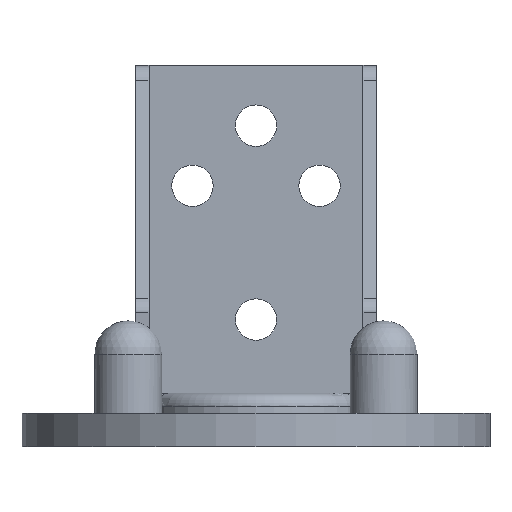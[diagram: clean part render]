
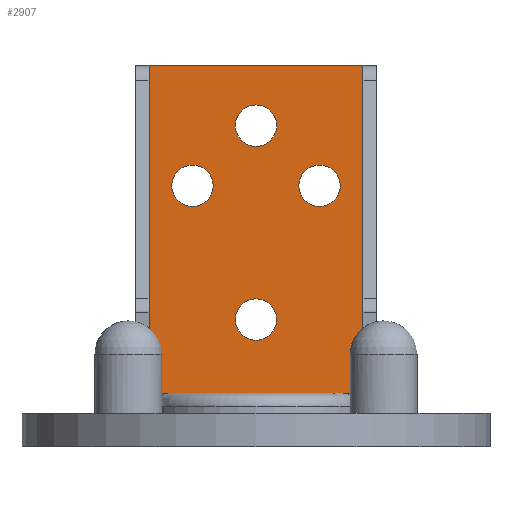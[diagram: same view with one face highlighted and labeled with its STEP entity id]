
A CAD part, front view. The second image highlights one B-rep face of the part: STEP entity #2907.
In plain terms, the highlighted planar face has unit normal (0, -1, 0).
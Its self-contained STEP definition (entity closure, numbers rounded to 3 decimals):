
#102=FACE_BOUND('',#417,.T.);
#103=FACE_BOUND('',#418,.T.);
#104=FACE_BOUND('',#419,.T.);
#105=FACE_BOUND('',#420,.T.);
#250=FACE_OUTER_BOUND('',#416,.T.);
#416=EDGE_LOOP('',(#2508,#2509,#2510,#2511));
#417=EDGE_LOOP('',(#2512));
#418=EDGE_LOOP('',(#2513));
#419=EDGE_LOOP('',(#2514));
#420=EDGE_LOOP('',(#2515));
#467=CIRCLE('',#3031,3.1);
#469=CIRCLE('',#3034,3.1);
#470=CIRCLE('',#3036,3.1);
#471=CIRCLE('',#3038,3.1);
#710=LINE('',#4514,#958);
#720=LINE('',#4543,#968);
#783=LINE('',#4808,#1031);
#803=LINE('',#4894,#1051);
#958=VECTOR('',#3648,10.);
#968=VECTOR('',#3670,10.);
#1031=VECTOR('',#3907,10.);
#1051=VECTOR('',#4017,10.);
#1173=VERTEX_POINT('',#4382);
#1175=VERTEX_POINT('',#4388);
#1176=VERTEX_POINT('',#4392);
#1177=VERTEX_POINT('',#4396);
#1215=VERTEX_POINT('',#4511);
#1216=VERTEX_POINT('',#4513);
#1229=VERTEX_POINT('',#4541);
#1298=VERTEX_POINT('',#4806);
#1498=EDGE_CURVE('',#1173,#1173,#467,.T.);
#1501=EDGE_CURVE('',#1175,#1175,#469,.T.);
#1503=EDGE_CURVE('',#1176,#1176,#470,.T.);
#1505=EDGE_CURVE('',#1177,#1177,#471,.T.);
#1553=EDGE_CURVE('',#1216,#1215,#710,.T.);
#1568=EDGE_CURVE('',#1229,#1215,#720,.T.);
#1676=EDGE_CURVE('',#1229,#1298,#783,.T.);
#1719=EDGE_CURVE('',#1298,#1216,#803,.T.);
#2508=ORIENTED_EDGE('',*,*,#1676,.T.);
#2509=ORIENTED_EDGE('',*,*,#1719,.T.);
#2510=ORIENTED_EDGE('',*,*,#1553,.T.);
#2511=ORIENTED_EDGE('',*,*,#1568,.F.);
#2512=ORIENTED_EDGE('',*,*,#1498,.T.);
#2513=ORIENTED_EDGE('',*,*,#1501,.T.);
#2514=ORIENTED_EDGE('',*,*,#1503,.T.);
#2515=ORIENTED_EDGE('',*,*,#1505,.T.);
#2615=PLANE('',#3206);
#2907=ADVANCED_FACE('',(#250,#102,#103,#104,#105),#2615,.T.);
#3031=AXIS2_PLACEMENT_3D('',#4383,#3553,#3554);
#3034=AXIS2_PLACEMENT_3D('',#4389,#3560,#3561);
#3036=AXIS2_PLACEMENT_3D('',#4393,#3565,#3566);
#3038=AXIS2_PLACEMENT_3D('',#4397,#3570,#3571);
#3206=AXIS2_PLACEMENT_3D('',#4895,#4018,#4019);
#3553=DIRECTION('center_axis',(0.,1.,0.));
#3554=DIRECTION('ref_axis',(-1.,0.,0.));
#3560=DIRECTION('center_axis',(0.,1.,0.));
#3561=DIRECTION('ref_axis',(-1.,0.,0.));
#3565=DIRECTION('center_axis',(0.,1.,0.));
#3566=DIRECTION('ref_axis',(-1.,0.,0.));
#3570=DIRECTION('center_axis',(0.,1.,0.));
#3571=DIRECTION('ref_axis',(-1.,0.,0.));
#3648=DIRECTION('',(0.,0.,-1.));
#3670=DIRECTION('',(-1.,0.,0.));
#3907=DIRECTION('',(0.,0.,1.));
#4017=DIRECTION('',(-1.,0.,0.));
#4018=DIRECTION('center_axis',(0.,-1.,0.));
#4019=DIRECTION('ref_axis',(0.,0.,-1.));
#4382=CARTESIAN_POINT('',(3.1,48.5,19.));
#4383=CARTESIAN_POINT('Origin',(0.,48.5,19.));
#4388=CARTESIAN_POINT('',(12.6,48.5,39.));
#4389=CARTESIAN_POINT('Origin',(9.5,48.5,39.));
#4392=CARTESIAN_POINT('',(-6.4,48.5,39.));
#4393=CARTESIAN_POINT('Origin',(-9.5,48.5,39.));
#4396=CARTESIAN_POINT('',(3.1,48.5,48.));
#4397=CARTESIAN_POINT('Origin',(0.,48.5,48.));
#4511=CARTESIAN_POINT('',(-16.,48.5,2.));
#4513=CARTESIAN_POINT('',(-16.,48.5,57.));
#4514=CARTESIAN_POINT('',(-16.,48.5,0.));
#4541=CARTESIAN_POINT('',(16.,48.5,2.));
#4543=CARTESIAN_POINT('',(9.,48.5,2.));
#4806=CARTESIAN_POINT('',(16.,48.5,57.));
#4808=CARTESIAN_POINT('',(16.,48.5,0.));
#4894=CARTESIAN_POINT('',(18.,48.5,57.));
#4895=CARTESIAN_POINT('Origin',(18.,48.5,0.));
